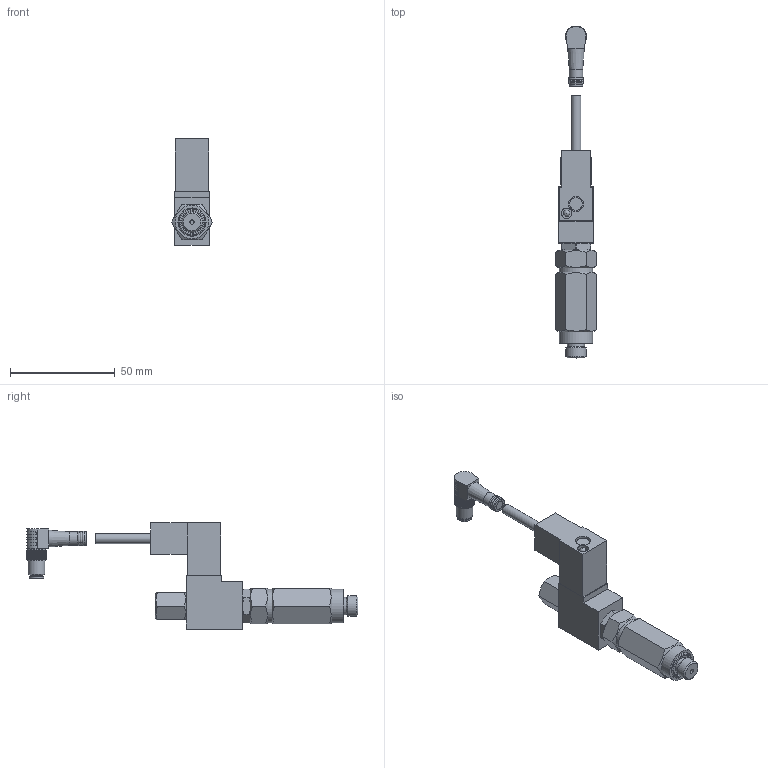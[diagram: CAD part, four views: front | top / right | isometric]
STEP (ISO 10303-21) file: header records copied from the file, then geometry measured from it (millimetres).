
FILE_DESCRIPTION((''),'2;1');
FILE_NAME('PM902258.stp','2011-01-19T09:43:57',('MARXMANKEL'),(''),'Autodesk Inventor 2009','Autodesk Inventor 2009','');
FILE_SCHEMA(('AUTOMOTIVE_DESIGN { 1 0 10303 214 1 1 1 1 }'));
Length unit declared in the file: millimetre
Products named in the file (1): PM902258
Bounding box: 19.63 x 158.5 x 50.7 mm (x, y, z)
Volume: 37195.9 mm3; surface area: 12721.8 mm2
Topology: 7 solids, 7 shells, 419 faces, 1133 edges, 750 vertices
Faces by surface type: plane 257, cylinder 117, cone 26, torus 12, bspline 4, sphere 3
Full cylindrical faces by diameter (mm): 0.8 x3, 2 x1, 3 x1, 4.5 x1, 4.7 x1, 5 x1, 5.5 x1, 6 x2, 6.5 x4, 7 x1, 7.2 x1, 8 x3, 8.2 x2, 9 x2, 9.728 x1, 10.1 x1, 12.8 x1, 16 x2
Entity records: 13554 total; most frequent: CARTESIAN_POINT 2807, ORIENTED_EDGE 2116, DIRECTION 2088, EDGE_CURVE 1058, VERTEX_POINT 736, AXIS2_PLACEMENT_3D 698, VECTOR 692, LINE 692
